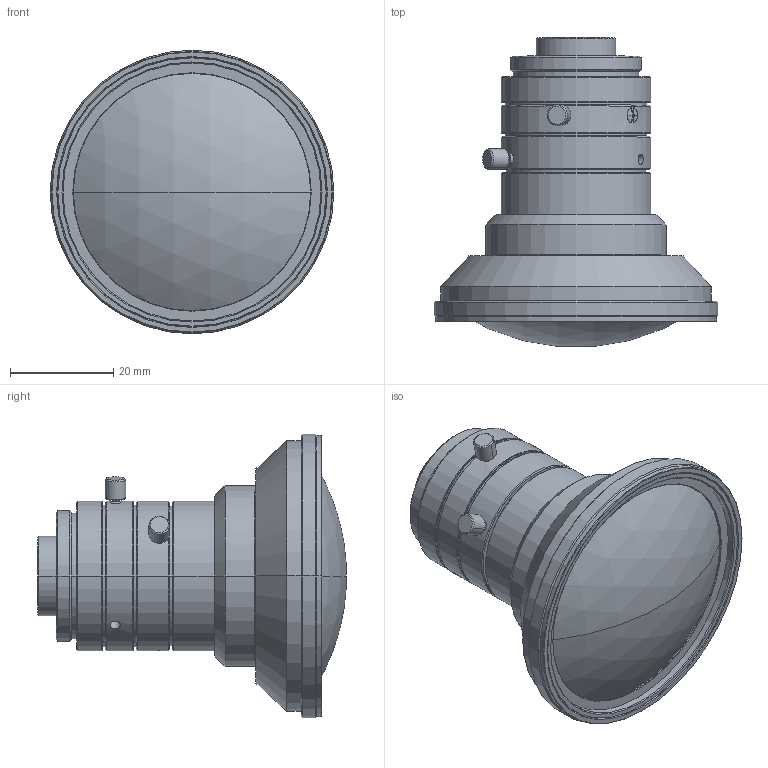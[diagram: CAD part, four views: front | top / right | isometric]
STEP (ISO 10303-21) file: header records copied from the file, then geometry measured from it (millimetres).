
FILE_DESCRIPTION(('STEP AP214'),'1');
FILE_NAME('M0528-MPW3.stp','2022-11-29T02:39:30',(' '),(' '),'Spatial InterOp 3D',' ',' ');
FILE_SCHEMA(('AUTOMOTIVE_DESIGN { 1 0 10303 214 1 1 1 1 }'));
Length unit declared in the file: metre
Products named in the file (2): M0528-MPW3; Component1
Assembly tree (1 placements, depth 2):
  M0528-MPW3
    Component1
Bounding box: 55 x 59.89 x 55 mm (x, y, z)
Volume: 51413.1 mm3; surface area: 18469.7 mm2
Topology: 1 solids, 2 shells, 299 faces, 620 edges, 376 vertices
Faces by surface type: cone 124, cylinder 114, plane 53, sphere 8
Entity records: 8678 total; most frequent: CARTESIAN_POINT 2065, DIRECTION 1504, ORIENTED_EDGE 1240, AXIS2_PLACEMENT_3D 631, EDGE_CURVE 620, VERTEX_POINT 376, EDGE_LOOP 364, CIRCLE 330
